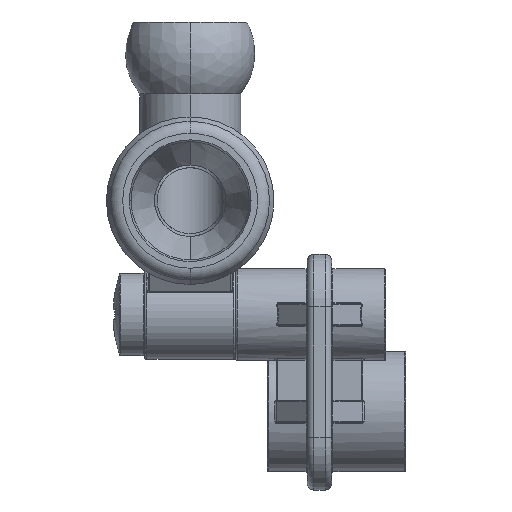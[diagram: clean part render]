
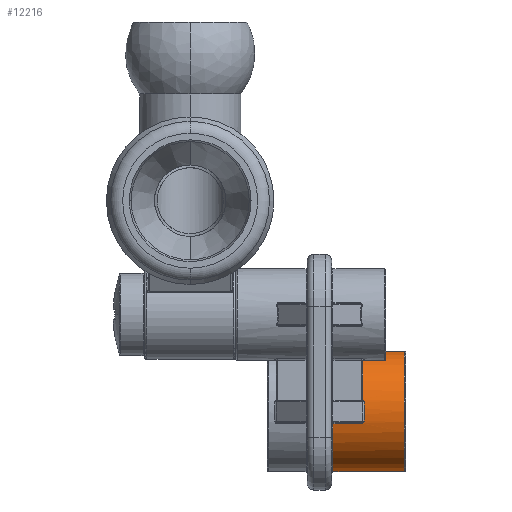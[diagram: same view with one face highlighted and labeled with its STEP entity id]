
A CAD part, left-side view. The second image highlights one B-rep face of the part: STEP entity #12216.
In plain terms, the highlighted cylindrical face has radius 5.842 mm (diameter 11.684 mm), a partial arc.
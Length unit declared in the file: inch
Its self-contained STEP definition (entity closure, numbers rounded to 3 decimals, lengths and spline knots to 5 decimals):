
#3556 = VERTEX_POINT ( 'NONE', #28287 ) ;
#3558 = VERTEX_POINT ( 'NONE', #28281 ) ;
#4621 = VERTEX_POINT ( 'NONE', #30214 ) ;
#4792 = VERTEX_POINT ( 'NONE', #30635 ) ;
#6301 = EDGE_CURVE ( 'NONE', #4792, #3556, #35301, .T. ) ;
#6425 = EDGE_CURVE ( 'NONE', #4621, #3558, #36005, .T. ) ;
#12020 = ORIENTED_EDGE ( 'NONE', *, *, #12258, .T. ) ;
#12203 = EDGE_LOOP ( 'NONE', ( #12211, #12213, #12226, #12020, #12266, #12280, #12293, #12268, #12278, #12289, #12297, #12372, #12378 ) ) ;
#12211 = ORIENTED_EDGE ( 'NONE', *, *, #6425, .F. ) ;
#12213 = ORIENTED_EDGE ( 'NONE', *, *, #12220, .T. ) ;
#12216 = ADVANCED_FACE ( 'NONE', ( #48944 ), #48943, .T. ) ;
#12218 = VERTEX_POINT ( 'NONE', #48938 ) ;
#12220 = EDGE_CURVE ( 'NONE', #4621, #12222, #48937, .T. ) ;
#12222 = VERTEX_POINT ( 'NONE', #48932 ) ;
#12224 = EDGE_CURVE ( 'NONE', #12218, #12222, #48930, .T. ) ;
#12226 = ORIENTED_EDGE ( 'NONE', *, *, #12224, .F. ) ;
#12258 = EDGE_CURVE ( 'NONE', #12218, #12260, #48961, .T. ) ;
#12260 = VERTEX_POINT ( 'NONE', #48957 ) ;
#12262 = EDGE_CURVE ( 'NONE', #12264, #12287, #48955, .T. ) ;
#12264 = VERTEX_POINT ( 'NONE', #49005 ) ;
#12266 = ORIENTED_EDGE ( 'NONE', *, *, #12274, .T. ) ;
#12268 = ORIENTED_EDGE ( 'NONE', *, *, #12270, .T. ) ;
#12270 = EDGE_CURVE ( 'NONE', #12264, #12272, #49004, .T. ) ;
#12272 = VERTEX_POINT ( 'NONE', #48999 ) ;
#12274 = EDGE_CURVE ( 'NONE', #12260, #12276, #48998, .T. ) ;
#12276 = VERTEX_POINT ( 'NONE', #48993 ) ;
#12278 = ORIENTED_EDGE ( 'NONE', *, *, #12282, .F. ) ;
#12280 = ORIENTED_EDGE ( 'NONE', *, *, #12286, .T. ) ;
#12282 = EDGE_CURVE ( 'NONE', #12284, #12272, #48992, .T. ) ;
#12284 = VERTEX_POINT ( 'NONE', #48991 ) ;
#12286 = EDGE_CURVE ( 'NONE', #12276, #12287, #48990, .T. ) ;
#12287 = VERTEX_POINT ( 'NONE', #48980 ) ;
#12289 = ORIENTED_EDGE ( 'NONE', *, *, #12295, .T. ) ;
#12291 = VERTEX_POINT ( 'NONE', #48979 ) ;
#12293 = ORIENTED_EDGE ( 'NONE', *, *, #12262, .F. ) ;
#12295 = EDGE_CURVE ( 'NONE', #12284, #12291, #49036, .T. ) ;
#12297 = ORIENTED_EDGE ( 'NONE', *, *, #12299, .T. ) ;
#12299 = EDGE_CURVE ( 'NONE', #12291, #4792, #49032, .T. ) ;
#12372 = ORIENTED_EDGE ( 'NONE', *, *, #6301, .T. ) ;
#12378 = ORIENTED_EDGE ( 'NONE', *, *, #12407, .T. ) ;
#12407 = EDGE_CURVE ( 'NONE', #3556, #3558, #49149, .T. ) ;
#28281 = CARTESIAN_POINT ( 'NONE',  ( -0.56, -0.324, 0.08 ) ) ;
#28287 = CARTESIAN_POINT ( 'NONE',  ( -0.56, -0.324, -0.38 ) ) ;
#30214 = CARTESIAN_POINT ( 'NONE',  ( -0.56, -0.17, 0.08 ) ) ;
#30635 = CARTESIAN_POINT ( 'NONE',  ( -0.56, -0.0515, -0.38 ) ) ;
#35295 = DIRECTION ( 'NONE',  ( 0., -1., 0. ) ) ;
#35296 = VECTOR ( 'NONE', #35295, 39.37008 ) ;
#35297 = CARTESIAN_POINT ( 'NONE',  ( -0.56, 0.199, -0.38 ) ) ;
#35301 = LINE ( 'NONE', #35297, #35296 ) ;
#36005 = LINE ( 'NONE', #36057, #36056 ) ;
#36055 = DIRECTION ( 'NONE',  ( 0., -1., 0. ) ) ;
#36056 = VECTOR ( 'NONE', #36055, 39.37008 ) ;
#36057 = CARTESIAN_POINT ( 'NONE',  ( -0.56, 0.199, 0.08 ) ) ;
#48717 = CARTESIAN_POINT ( 'NONE',  ( -0.78617, -0.1689, -0.10816 ) ) ;
#48921 = CARTESIAN_POINT ( 'NONE',  ( -0.5967, -0.17, 0.07705 ) ) ;
#48922 = CARTESIAN_POINT ( 'NONE',  ( -0.5993, -0.17, 0.07663 ) ) ;
#48923 = CARTESIAN_POINT ( 'NONE',  ( -0.60183, -0.16891, 0.07617 ) ) ;
#48924 = CARTESIAN_POINT ( 'NONE',  ( -0.60543, -0.16522, 0.07548 ) ) ;
#48925 = CARTESIAN_POINT ( 'NONE',  ( -0.60649, -0.16263, 0.07525 ) ) ;
#48926 = CARTESIAN_POINT ( 'NONE',  ( -0.60649, -0.16, 0.07525 ) ) ;
#48930 = B_SPLINE_CURVE_WITH_KNOTS ( 'NONE', 3,
 ( #48926, #48925, #48924, #48923, #48922, #48921 ),
 .UNSPECIFIED., .F., .F.,
 ( 4, 2, 4 ),
 ( 0., 0.0002, 0.0004 ),
 .UNSPECIFIED. ) ;
#48932 = CARTESIAN_POINT ( 'NONE',  ( -0.5967, -0.17, 0.07705 ) ) ;
#48933 = DIRECTION ( 'NONE',  ( 0., 0., 1. ) ) ;
#48934 = DIRECTION ( 'NONE',  ( 0., -1., 0. ) ) ;
#48935 = CARTESIAN_POINT ( 'NONE',  ( -0.56, -0.17, -0.15 ) ) ;
#48936 = AXIS2_PLACEMENT_3D ( 'NONE', #48935, #48934, #48933 ) ;
#48937 = CIRCLE ( 'NONE', #48936, 0.23 ) ;
#48938 = CARTESIAN_POINT ( 'NONE',  ( -0.60649, -0.16, 0.07525 ) ) ;
#48939 = DIRECTION ( 'NONE',  ( 0., 0., -1. ) ) ;
#48940 = DIRECTION ( 'NONE',  ( 0., -1., 0. ) ) ;
#48941 = CARTESIAN_POINT ( 'NONE',  ( -0.56, 0.199, -0.15 ) ) ;
#48942 = AXIS2_PLACEMENT_3D ( 'NONE', #48941, #48940, #48939 ) ;
#48943 = CYLINDRICAL_SURFACE ( 'NONE', #48942, 0.23 ) ;
#48944 = FACE_OUTER_BOUND ( 'NONE', #12203, .T. ) ;
#48949 = CARTESIAN_POINT ( 'NONE',  ( -0.78663, -0.17, -0.1107 ) ) ;
#48950 = CARTESIAN_POINT ( 'NONE',  ( -0.78705, -0.17, -0.1133 ) ) ;
#48955 = B_SPLINE_CURVE_WITH_KNOTS ( 'NONE', 3,
 ( #48950, #48949, #48717, #49008, #49007, #49006 ),
 .UNSPECIFIED., .F., .F.,
 ( 4, 2, 4 ),
 ( 0., 0.0002, 0.0004 ),
 .UNSPECIFIED. ) ;
#48957 = CARTESIAN_POINT ( 'NONE',  ( -0.60649, -0.0515, 0.07525 ) ) ;
#48958 = DIRECTION ( 'NONE',  ( 0., 1., 0. ) ) ;
#48959 = VECTOR ( 'NONE', #48958, 39.37008 ) ;
#48960 = CARTESIAN_POINT ( 'NONE',  ( -0.60649, 0.199, 0.07525 ) ) ;
#48961 = LINE ( 'NONE', #48960, #48959 ) ;
#48979 = CARTESIAN_POINT ( 'NONE',  ( -0.78525, -0.0515, -0.19649 ) ) ;
#48980 = CARTESIAN_POINT ( 'NONE',  ( -0.78525, -0.16, -0.10351 ) ) ;
#48981 = DIRECTION ( 'NONE',  ( 0., -1., 0. ) ) ;
#48982 = VECTOR ( 'NONE', #48981, 39.37008 ) ;
#48983 = CARTESIAN_POINT ( 'NONE',  ( -0.78525, 0.199, -0.10351 ) ) ;
#48984 = CARTESIAN_POINT ( 'NONE',  ( -0.78705, -0.17, -0.1867 ) ) ;
#48985 = CARTESIAN_POINT ( 'NONE',  ( -0.78663, -0.17, -0.1893 ) ) ;
#48986 = CARTESIAN_POINT ( 'NONE',  ( -0.78617, -0.16891, -0.19183 ) ) ;
#48987 = CARTESIAN_POINT ( 'NONE',  ( -0.78548, -0.16522, -0.19543 ) ) ;
#48988 = CARTESIAN_POINT ( 'NONE',  ( -0.78525, -0.16263, -0.19649 ) ) ;
#48989 = CARTESIAN_POINT ( 'NONE',  ( -0.78525, -0.16, -0.19649 ) ) ;
#48990 = LINE ( 'NONE', #48983, #48982 ) ;
#48991 = CARTESIAN_POINT ( 'NONE',  ( -0.78525, -0.16, -0.19649 ) ) ;
#48992 = B_SPLINE_CURVE_WITH_KNOTS ( 'NONE', 3,
 ( #48989, #48988, #48987, #48986, #48985, #48984 ),
 .UNSPECIFIED., .F., .F.,
 ( 4, 2, 4 ),
 ( 0., 0.0002, 0.0004 ),
 .UNSPECIFIED. ) ;
#48993 = CARTESIAN_POINT ( 'NONE',  ( -0.78525, -0.0515, -0.10351 ) ) ;
#48994 = DIRECTION ( 'NONE',  ( 0., 0., -1. ) ) ;
#48995 = DIRECTION ( 'NONE',  ( 0., -1., 0. ) ) ;
#48996 = CARTESIAN_POINT ( 'NONE',  ( -0.56, -0.0515, -0.15 ) ) ;
#48997 = AXIS2_PLACEMENT_3D ( 'NONE', #48996, #48995, #48994 ) ;
#48998 = CIRCLE ( 'NONE', #48997, 0.23 ) ;
#48999 = CARTESIAN_POINT ( 'NONE',  ( -0.78705, -0.17, -0.1867 ) ) ;
#49000 = DIRECTION ( 'NONE',  ( 0., 0., 1. ) ) ;
#49001 = DIRECTION ( 'NONE',  ( 0., -1., 0. ) ) ;
#49002 = CARTESIAN_POINT ( 'NONE',  ( -0.56, -0.17, -0.15 ) ) ;
#49003 = AXIS2_PLACEMENT_3D ( 'NONE', #49002, #49001, #49000 ) ;
#49004 = CIRCLE ( 'NONE', #49003, 0.23 ) ;
#49005 = CARTESIAN_POINT ( 'NONE',  ( -0.78705, -0.17, -0.1133 ) ) ;
#49006 = CARTESIAN_POINT ( 'NONE',  ( -0.78525, -0.16, -0.10351 ) ) ;
#49007 = CARTESIAN_POINT ( 'NONE',  ( -0.78525, -0.16263, -0.10351 ) ) ;
#49008 = CARTESIAN_POINT ( 'NONE',  ( -0.78547, -0.16521, -0.10456 ) ) ;
#49028 = DIRECTION ( 'NONE',  ( 0., 0., -1. ) ) ;
#49029 = DIRECTION ( 'NONE',  ( 0., -1., 0. ) ) ;
#49030 = CARTESIAN_POINT ( 'NONE',  ( -0.56, -0.0515, -0.15 ) ) ;
#49031 = AXIS2_PLACEMENT_3D ( 'NONE', #49030, #49029, #49028 ) ;
#49032 = CIRCLE ( 'NONE', #49031, 0.23 ) ;
#49033 = DIRECTION ( 'NONE',  ( 0., 1., 0. ) ) ;
#49034 = VECTOR ( 'NONE', #49033, 39.37008 ) ;
#49035 = CARTESIAN_POINT ( 'NONE',  ( -0.78525, 0.199, -0.19649 ) ) ;
#49036 = LINE ( 'NONE', #49035, #49034 ) ;
#49092 = CARTESIAN_POINT ( 'NONE',  ( -0.56, -0.324, -0.15 ) ) ;
#49146 = DIRECTION ( 'NONE',  ( 0., 0., -1. ) ) ;
#49147 = DIRECTION ( 'NONE',  ( 0., 1., 0. ) ) ;
#49148 = AXIS2_PLACEMENT_3D ( 'NONE', #49092, #49147, #49146 ) ;
#49149 = CIRCLE ( 'NONE', #49148, 0.23 ) ;
